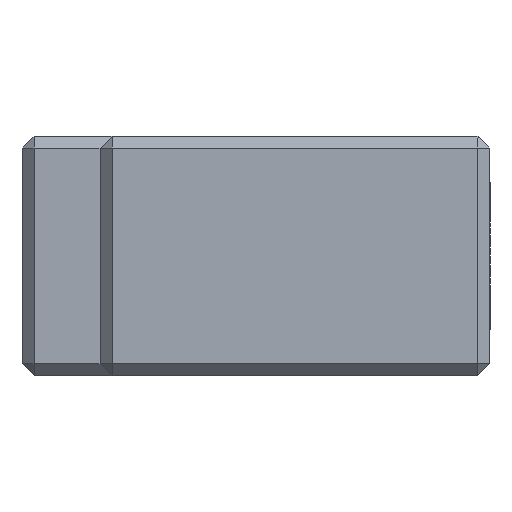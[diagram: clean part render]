
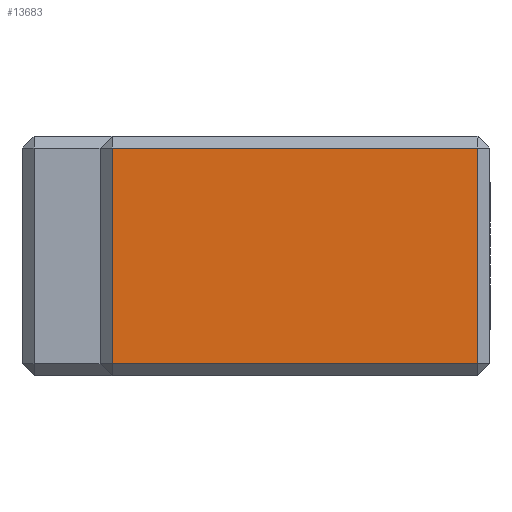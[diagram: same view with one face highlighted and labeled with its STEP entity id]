
A CAD part, left-side view. The second image highlights one B-rep face of the part: STEP entity #13683.
In plain terms, the highlighted planar face has unit normal (-1, 0, 0).
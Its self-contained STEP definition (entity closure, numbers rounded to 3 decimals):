
#1034 = LINE ( 'NONE', #8392, #8540 ) ;
#1264 = DIRECTION ( 'NONE',  ( 0., 1., 0. ) ) ;
#1549 = CARTESIAN_POINT ( 'NONE',  ( -30., 1., 10. ) ) ;
#1590 = VERTEX_POINT ( 'NONE', #21266 ) ;
#2536 = ORIENTED_EDGE ( 'NONE', *, *, #4759, .T. ) ;
#3733 = LINE ( 'NONE', #7244, #11567 ) ;
#4759 = EDGE_CURVE ( 'NONE', #1590, #12070, #3733, .T. ) ;
#5064 = CARTESIAN_POINT ( 'NONE',  ( -30., 1., -9. ) ) ;
#5684 = VERTEX_POINT ( 'NONE', #15133 ) ;
#5710 = DIRECTION ( 'NONE',  ( 1., 0., 0. ) ) ;
#6027 = EDGE_CURVE ( 'NONE', #17465, #5684, #1034, .T. ) ;
#6351 = AXIS2_PLACEMENT_3D ( 'NONE', #16390, #5710, #14527 ) ;
#6944 = ORIENTED_EDGE ( 'NONE', *, *, #14032, .T. ) ;
#7244 = CARTESIAN_POINT ( 'NONE',  ( -30., 32.5, -9. ) ) ;
#7570 = PLANE ( 'NONE',  #6351 ) ;
#8013 = CARTESIAN_POINT ( 'NONE',  ( -30., 1., 9. ) ) ;
#8392 = CARTESIAN_POINT ( 'NONE',  ( -30., 32.5, 9. ) ) ;
#8540 = VECTOR ( 'NONE', #1264, 1000. ) ;
#9542 = DIRECTION ( 'NONE',  ( 0., -1., 0. ) ) ;
#9863 = CARTESIAN_POINT ( 'NONE',  ( -30., 31.5, 10. ) ) ;
#10890 = ORIENTED_EDGE ( 'NONE', *, *, #18811, .T. ) ;
#11567 = VECTOR ( 'NONE', #9542, 1000. ) ;
#12070 = VERTEX_POINT ( 'NONE', #5064 ) ;
#12077 = VECTOR ( 'NONE', #21568, 1000. ) ;
#12277 = VECTOR ( 'NONE', #20190, 1000. ) ;
#13683 = ADVANCED_FACE ( 'NONE', ( #17907 ), #7570, .F. ) ;
#13883 = LINE ( 'NONE', #1549, #12077 ) ;
#14032 = EDGE_CURVE ( 'NONE', #5684, #1590, #18671, .T. ) ;
#14527 = DIRECTION ( 'NONE',  ( 0., -1., 0. ) ) ;
#14832 = EDGE_LOOP ( 'NONE', ( #2536, #10890, #19244, #6944 ) ) ;
#15133 = CARTESIAN_POINT ( 'NONE',  ( -30., 31.5, 9. ) ) ;
#16390 = CARTESIAN_POINT ( 'NONE',  ( -30., 32.5, 10. ) ) ;
#17465 = VERTEX_POINT ( 'NONE', #8013 ) ;
#17907 = FACE_OUTER_BOUND ( 'NONE', #14832, .T. ) ;
#18671 = LINE ( 'NONE', #9863, #12277 ) ;
#18811 = EDGE_CURVE ( 'NONE', #12070, #17465, #13883, .T. ) ;
#19244 = ORIENTED_EDGE ( 'NONE', *, *, #6027, .T. ) ;
#20190 = DIRECTION ( 'NONE',  ( 0., 0., -1. ) ) ;
#21266 = CARTESIAN_POINT ( 'NONE',  ( -30., 31.5, -9. ) ) ;
#21568 = DIRECTION ( 'NONE',  ( 0., 0., 1. ) ) ;
